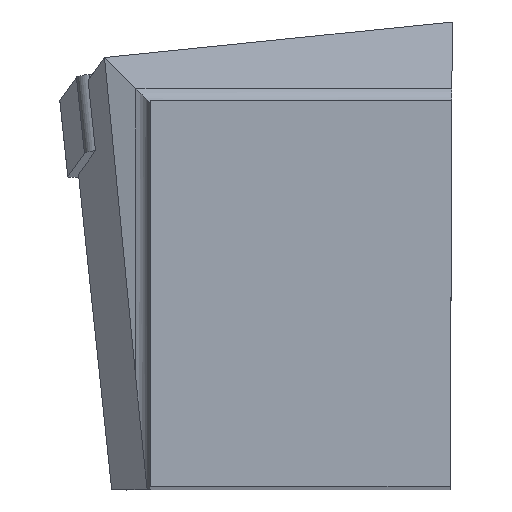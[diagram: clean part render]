
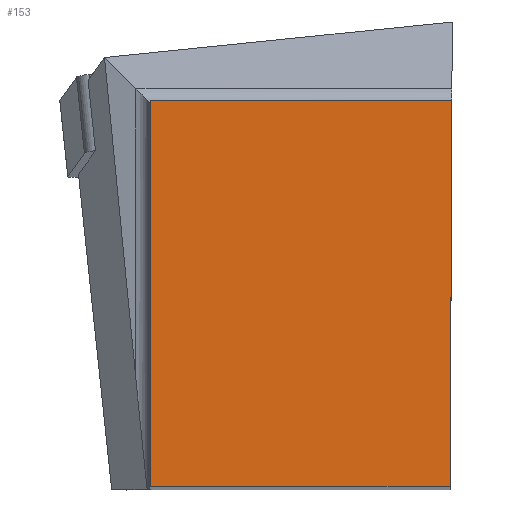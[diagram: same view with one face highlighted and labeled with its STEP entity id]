
A CAD part, top view. The second image highlights one B-rep face of the part: STEP entity #153.
In plain terms, the highlighted planar face has unit normal (0, 0, 1).
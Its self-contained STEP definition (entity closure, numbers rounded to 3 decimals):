
#122=FACE_OUTER_BOUND('',#337,.T.);
#153=ADVANCED_FACE('SHANK_FACE_BACK',(#122),#181,.F.);
#181=PLANE('',#766);
#215=LINE('',#1122,#273);
#223=LINE('',#1142,#281);
#235=LINE('',#1172,#293);
#236=LINE('',#1174,#294);
#273=VECTOR('',#871,1.);
#281=VECTOR('',#885,1.);
#293=VECTOR('',#913,1.);
#294=VECTOR('',#914,1.);
#337=EDGE_LOOP('',(#450,#451,#452,#453));
#450=ORIENTED_EDGE('',*,*,#629,.F.);
#451=ORIENTED_EDGE('',*,*,#603,.T.);
#452=ORIENTED_EDGE('',*,*,#613,.T.);
#453=ORIENTED_EDGE('',*,*,#630,.F.);
#540=VERTEX_POINT('',#1121);
#541=VERTEX_POINT('',#1123);
#549=VERTEX_POINT('',#1141);
#560=VERTEX_POINT('',#1173);
#603=EDGE_CURVE('',#541,#540,#215,.T.);
#613=EDGE_CURVE('',#540,#549,#223,.T.);
#629=EDGE_CURVE('',#541,#560,#235,.T.);
#630=EDGE_CURVE('',#560,#549,#236,.T.);
#766=AXIS2_PLACEMENT_3D('',#1175,#915,#916);
#871=DIRECTION('',(1.,0.,0.));
#885=DIRECTION('',(0.004,1.,0.));
#913=DIRECTION('',(0.,1.,0.));
#914=DIRECTION('',(1.,0.,0.));
#915=DIRECTION('',(0.,0.,-1.));
#916=DIRECTION('',(-0.995,-0.105,0.));
#1121=CARTESIAN_POINT('',(-0.139,0.,0.));
#1122=CARTESIAN_POINT('',(-35.441,0.,0.));
#1123=CARTESIAN_POINT('',(-24.875,0.,0.));
#1141=CARTESIAN_POINT('',(0.,31.85,0.));
#1142=CARTESIAN_POINT('',(-0.973,-191.232,0.));
#1172=CARTESIAN_POINT('',(-24.875,-7.092,0.));
#1173=CARTESIAN_POINT('',(-24.875,31.85,0.));
#1174=CARTESIAN_POINT('',(-35.441,31.85,0.));
#1175=CARTESIAN_POINT('',(0.,0.,0.));
